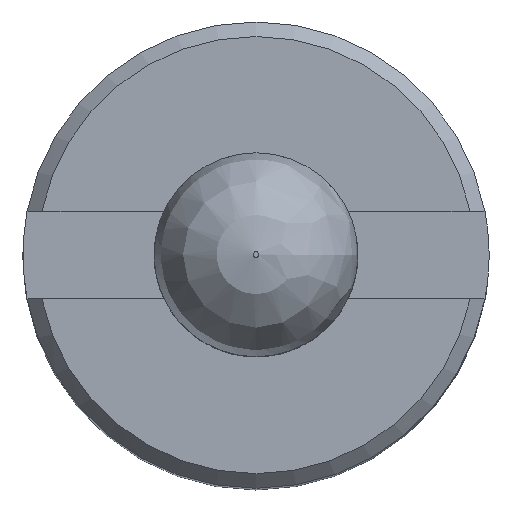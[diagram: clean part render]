
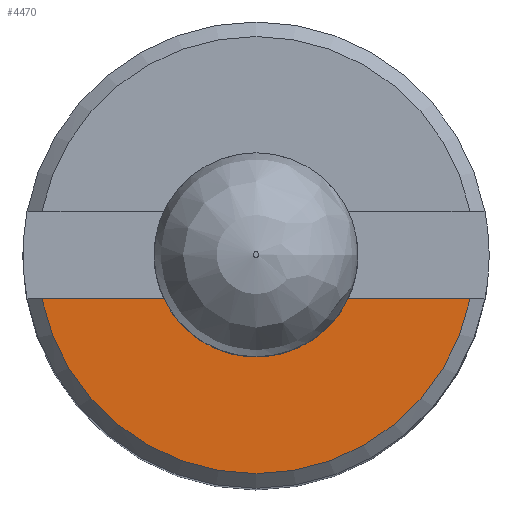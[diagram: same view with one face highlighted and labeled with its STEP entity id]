
A CAD part, top view. The second image highlights one B-rep face of the part: STEP entity #4470.
In plain terms, the highlighted face is planar.
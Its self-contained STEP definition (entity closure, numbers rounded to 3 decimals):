
#484=PLANE('',#4751);
#714=FACE_OUTER_BOUND('',#975,.T.);
#975=EDGE_LOOP('',(#3923,#3924,#3925,#3926));
#1089=CIRCLE('',#4752,7.5);
#1090=CIRCLE('',#4753,3.5);
#1368=LINE('',#10416,#1657);
#1374=LINE('',#10436,#1663);
#1657=VECTOR('',#5434,10.);
#1663=VECTOR('',#5442,10.);
#2065=VERTEX_POINT('',#10412);
#2067=VERTEX_POINT('',#10415);
#2071=VERTEX_POINT('',#10426);
#2074=VERTEX_POINT('',#10432);
#2678=EDGE_CURVE('',#2067,#2065,#1368,.T.);
#2686=EDGE_CURVE('',#2071,#2074,#1374,.T.);
#2709=EDGE_CURVE('',#2074,#2067,#1089,.T.);
#2710=EDGE_CURVE('',#2071,#2065,#1090,.T.);
#3923=ORIENTED_EDGE('',*,*,#2686,.T.);
#3924=ORIENTED_EDGE('',*,*,#2709,.T.);
#3925=ORIENTED_EDGE('',*,*,#2678,.T.);
#3926=ORIENTED_EDGE('',*,*,#2710,.F.);
#4470=ADVANCED_FACE('',(#714),#484,.T.);
#4751=AXIS2_PLACEMENT_3D('',#10482,#5486,#5487);
#4752=AXIS2_PLACEMENT_3D('',#10483,#5488,#5489);
#4753=AXIS2_PLACEMENT_3D('',#10484,#5490,#5491);
#5434=DIRECTION('',(0.,1.,0.));
#5442=DIRECTION('',(0.,1.,0.));
#5486=DIRECTION('center_axis',(1.,0.,0.));
#5487=DIRECTION('ref_axis',(0.,0.,-1.));
#5488=DIRECTION('center_axis',(1.,0.,0.));
#5489=DIRECTION('ref_axis',(0.,1.,0.));
#5490=DIRECTION('center_axis',(1.,0.,0.));
#5491=DIRECTION('ref_axis',(0.,1.,0.));
#10412=CARTESIAN_POINT('',(60.,-3.162,1.5));
#10415=CARTESIAN_POINT('',(60.,-7.348,1.5));
#10416=CARTESIAN_POINT('',(60.,6.923,1.5));
#10426=CARTESIAN_POINT('',(60.,3.162,1.5));
#10432=CARTESIAN_POINT('',(60.,7.348,1.5));
#10436=CARTESIAN_POINT('',(60.,6.923,1.5));
#10482=CARTESIAN_POINT('Origin',(60.,5.5,0.));
#10483=CARTESIAN_POINT('Origin',(60.,0.,0.));
#10484=CARTESIAN_POINT('Origin',(60.,0.,0.));
